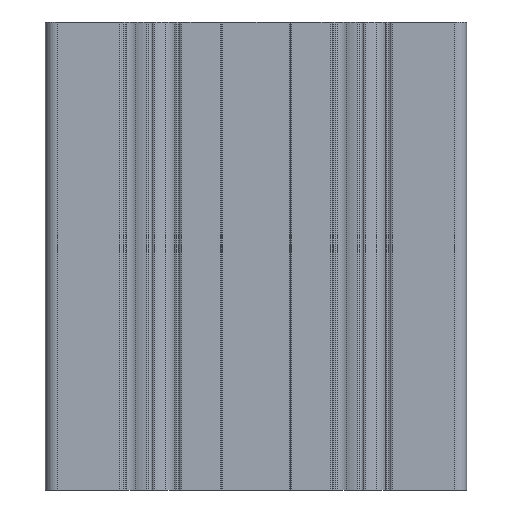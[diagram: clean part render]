
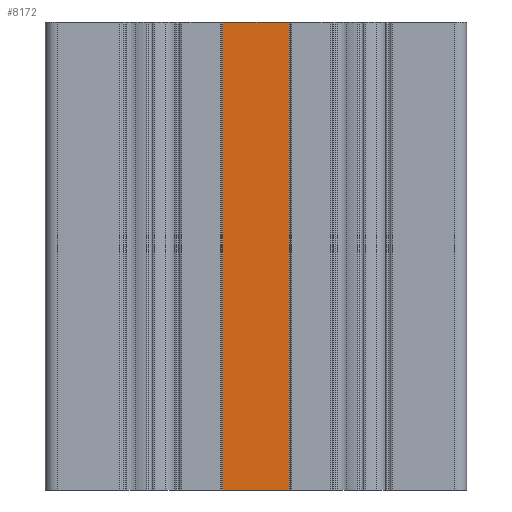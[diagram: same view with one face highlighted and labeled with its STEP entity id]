
A CAD part, front view. The second image highlights one B-rep face of the part: STEP entity #8172.
In plain terms, the highlighted planar face has unit normal (0, -1, 0).
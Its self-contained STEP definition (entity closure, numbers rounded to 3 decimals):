
#1037=FACE_OUTER_BOUND('',#1459,.T.);
#1459=EDGE_LOOP('',(#6198,#6199,#6200,#6201));
#2084=LINE('',#13355,#2830);
#2085=LINE('',#13358,#2831);
#2086=LINE('',#13360,#2832);
#2087=LINE('',#13361,#2833);
#2830=VECTOR('',#10777,100.);
#2831=VECTOR('',#10780,14.3);
#2832=VECTOR('',#10781,14.3);
#2833=VECTOR('',#10782,100.);
#3634=VERTEX_POINT('',#13351);
#3635=VERTEX_POINT('',#13353);
#3636=VERTEX_POINT('',#13357);
#3637=VERTEX_POINT('',#13359);
#4706=EDGE_CURVE('',#3635,#3634,#2084,.T.);
#4707=EDGE_CURVE('',#3634,#3636,#2085,.T.);
#4708=EDGE_CURVE('',#3637,#3635,#2086,.T.);
#4709=EDGE_CURVE('',#3637,#3636,#2087,.T.);
#6198=ORIENTED_EDGE('',*,*,#4707,.F.);
#6199=ORIENTED_EDGE('',*,*,#4706,.F.);
#6200=ORIENTED_EDGE('',*,*,#4708,.F.);
#6201=ORIENTED_EDGE('',*,*,#4709,.T.);
#7862=PLANE('',#8886);
#8172=ADVANCED_FACE('',(#1037),#7862,.F.);
#8886=AXIS2_PLACEMENT_3D('',#13356,#10778,#10779);
#10777=DIRECTION('',(0.,0.,1.));
#10778=DIRECTION('center_axis',(0.,1.,0.));
#10779=DIRECTION('ref_axis',(-1.,0.,0.));
#10780=DIRECTION('',(1.,0.,0.));
#10781=DIRECTION('',(-1.,0.,0.));
#10782=DIRECTION('',(0.,0.,1.));
#13351=CARTESIAN_POINT('',(-7.15,-21.,100.));
#13353=CARTESIAN_POINT('',(-7.15,-21.,0.));
#13355=CARTESIAN_POINT('',(-7.15,-21.,0.));
#13356=CARTESIAN_POINT('Origin',(7.15,-21.,0.));
#13357=CARTESIAN_POINT('',(7.15,-21.,100.));
#13358=CARTESIAN_POINT('',(3.575,-21.,100.));
#13359=CARTESIAN_POINT('',(7.15,-21.,0.));
#13360=CARTESIAN_POINT('',(3.575,-21.,0.));
#13361=CARTESIAN_POINT('',(7.15,-21.,0.));
